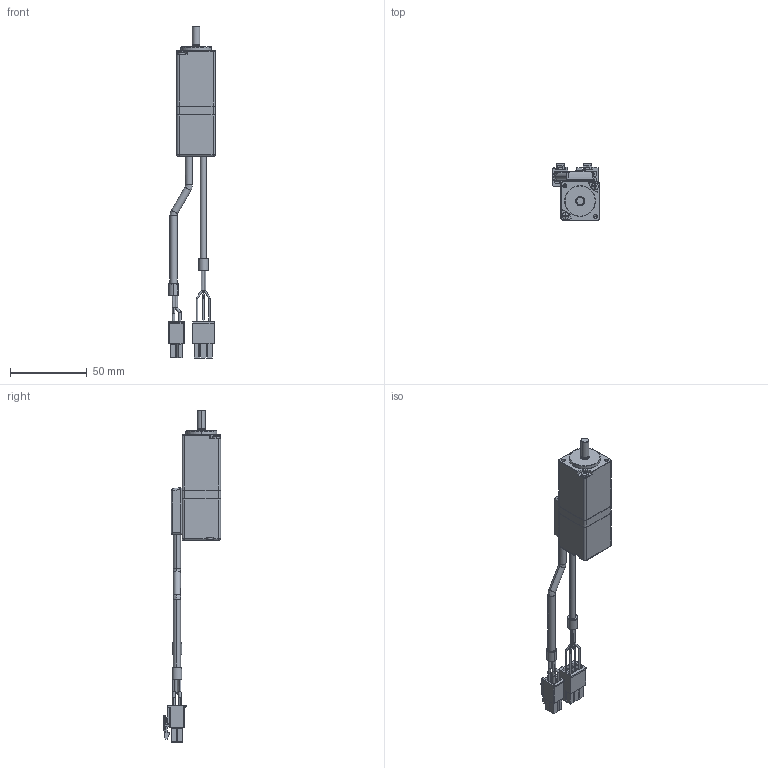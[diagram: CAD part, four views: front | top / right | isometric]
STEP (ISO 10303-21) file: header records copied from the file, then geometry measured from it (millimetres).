
FILE_DESCRIPTION (( 'STEP AP203' ), '1' );
FILE_NAME ('SV-X6MN002A-N6PA.STEP', '2019-10-24T01:02:05', ( '' ), ( '' ), 'SwSTEP 2.0', 'SolidWorks 2016', '' );
FILE_SCHEMA (( 'CONFIG_CONTROL_DESIGN' ));
Length unit declared in the file: millimetre
Products named in the file (1): SV-X6MN002A-N6PA
Bounding box: 30.35 x 37.2 x 215.66 mm (x, y, z)
Volume: 54399.1 mm3; surface area: 17922.2 mm2
Topology: 1 solids, 7 shells, 726 faces, 1890 edges, 1205 vertices
Faces by surface type: plane 418, cylinder 224, bspline 55, cone 29
Entity records: 23274 total; most frequent: CARTESIAN_POINT 5975, ORIENTED_EDGE 3772, DIRECTION 3353, EDGE_CURVE 1886, VECTOR 1247, LINE 1247, VERTEX_POINT 1205, AXIS2_PLACEMENT_3D 1053
